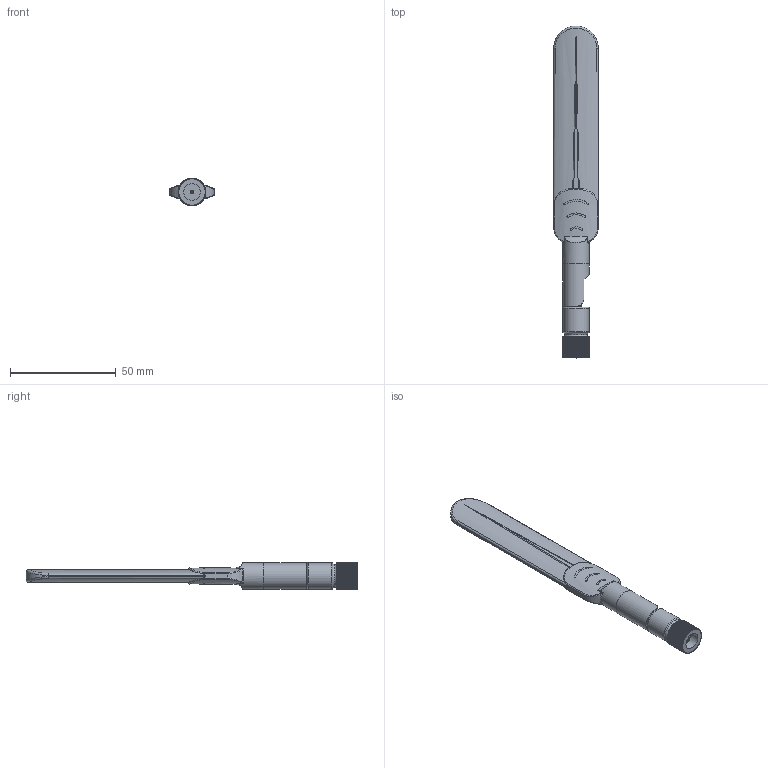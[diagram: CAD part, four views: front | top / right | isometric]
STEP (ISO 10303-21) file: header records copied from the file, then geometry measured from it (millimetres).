
FILE_DESCRIPTION(/* description */ ('Unknown'),/* implementation_level */ '2;1');
FILE_NAME(/* name */ '2600130084',/* time_stamp */ '2022-01-31T17:50:48+01:00',/* author */ ('Unknown'),/* organization */ ('Unknown'),/* preprocessor_version */ 'ST-DEVELOPER v16.7',/* originating_system */ 'Solid Edge',/* authorisation */ 'Unknown');
FILE_SCHEMA (('AUTOMOTIVE_DESIGN {1 0 10303 214 3 1 1}'));
Length unit declared in the file: millimetre
Products named in the file (1): 2600130084
Bounding box: 21 x 157 x 13 mm (x, y, z)
Volume: 15925.5 mm3; surface area: 9008.2 mm2
Topology: 1 solids, 1 shells, 1553 faces, 3628 edges, 2079 vertices
Faces by surface type: cylinder 526, plane 489, cone 465, bspline 50, torus 15, sphere 8
Full cylindrical faces by diameter (mm): 1.5 x1, 2 x3, 8 x2, 10.506 x1, 12.5 x3
Entity records: 56477 total; most frequent: CARTESIAN_POINT 11864, ORIENTED_EDGE 7184, DIRECTION 7001, EDGE_CURVE 3592, AXIS2_PLACEMENT_3D 2981, VERTEX_POINT 2071, EDGE_LOOP 1587, FACE_BOUND 1587
